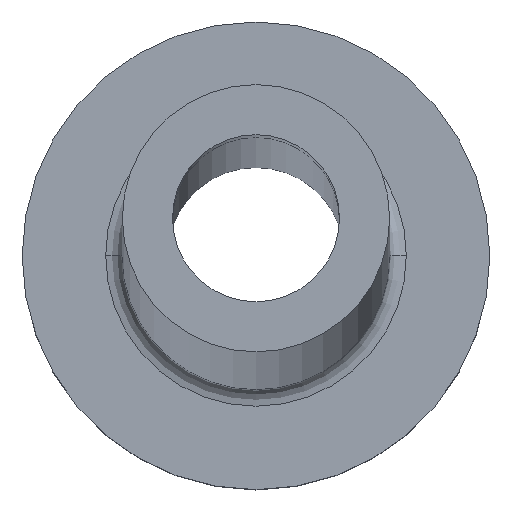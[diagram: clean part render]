
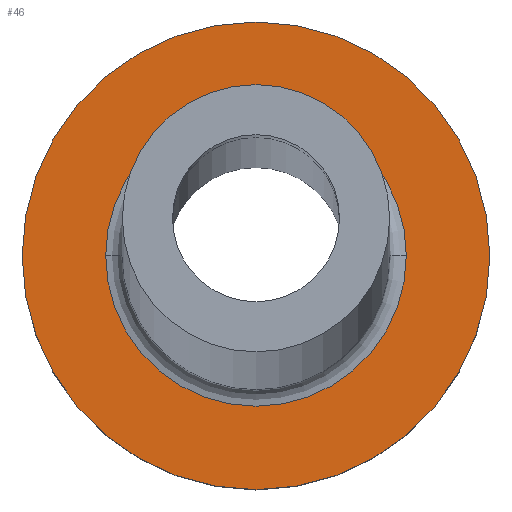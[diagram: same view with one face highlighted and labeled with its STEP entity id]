
A CAD part, top view. The second image highlights one B-rep face of the part: STEP entity #46.
In plain terms, the highlighted planar face has unit normal (0, 0, 1).
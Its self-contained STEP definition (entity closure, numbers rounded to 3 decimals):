
#2 = FACE_OUTER_BOUND ( 'NONE', #372, .T. ) ;
#27 = AXIS2_PLACEMENT_3D ( 'NONE', #43, #79, #110 ) ;
#35 = DIRECTION ( 'NONE',  ( 0., 0., -1. ) ) ;
#37 = PLANE ( 'NONE',  #38 ) ;
#38 = AXIS2_PLACEMENT_3D ( 'NONE', #216, #400, #118 ) ;
#40 = CARTESIAN_POINT ( 'NONE',  ( 0., 0., 5. ) ) ;
#41 = CIRCLE ( 'NONE', #365, 7. ) ;
#43 = CARTESIAN_POINT ( 'NONE',  ( 0., 0., 5. ) ) ;
#46 = ADVANCED_FACE ( 'NONE', ( #152, #2 ), #37, .T. ) ;
#55 = CARTESIAN_POINT ( 'NONE',  ( 0., 0., 5. ) ) ;
#61 = CARTESIAN_POINT ( 'NONE',  ( 0., 0., 5. ) ) ;
#64 = CARTESIAN_POINT ( 'NONE',  ( 4.5, 0., 5. ) ) ;
#65 = EDGE_CURVE ( 'NONE', #383, #415, #344, .T. ) ;
#79 = DIRECTION ( 'NONE',  ( 0., 0., -1. ) ) ;
#96 = DIRECTION ( 'NONE',  ( 0., 0., 1. ) ) ;
#110 = DIRECTION ( 'NONE',  ( 1., 0., 0. ) ) ;
#116 = EDGE_CURVE ( 'NONE', #370, #267, #245, .T. ) ;
#118 = DIRECTION ( 'NONE',  ( 1., 0., 0. ) ) ;
#140 = CARTESIAN_POINT ( 'NONE',  ( 7., 0., 5. ) ) ;
#152 = FACE_BOUND ( 'NONE', #264, .T. ) ;
#161 = ORIENTED_EDGE ( 'NONE', *, *, #448, .T. ) ;
#176 = ORIENTED_EDGE ( 'NONE', *, *, #116, .T. ) ;
#199 = DIRECTION ( 'NONE',  ( 1., 0., 0. ) ) ;
#201 = EDGE_CURVE ( 'NONE', #267, #370, #41, .T. ) ;
#202 = ORIENTED_EDGE ( 'NONE', *, *, #201, .T. ) ;
#216 = CARTESIAN_POINT ( 'NONE',  ( 0., 0., 5. ) ) ;
#242 = AXIS2_PLACEMENT_3D ( 'NONE', #40, #295, #360 ) ;
#245 = CIRCLE ( 'NONE', #242, 7. ) ;
#261 = DIRECTION ( 'NONE',  ( 1., 0., 0. ) ) ;
#264 = EDGE_LOOP ( 'NONE', ( #445, #161 ) ) ;
#267 = VERTEX_POINT ( 'NONE', #412 ) ;
#281 = AXIS2_PLACEMENT_3D ( 'NONE', #61, #35, #199 ) ;
#295 = DIRECTION ( 'NONE',  ( 0., 0., 1. ) ) ;
#344 = CIRCLE ( 'NONE', #27, 4.5 ) ;
#360 = DIRECTION ( 'NONE',  ( 1., 0., 0. ) ) ;
#365 = AXIS2_PLACEMENT_3D ( 'NONE', #55, #96, #261 ) ;
#370 = VERTEX_POINT ( 'NONE', #140 ) ;
#372 = EDGE_LOOP ( 'NONE', ( #202, #176 ) ) ;
#383 = VERTEX_POINT ( 'NONE', #64 ) ;
#384 = CARTESIAN_POINT ( 'NONE',  ( -4.5, 0., 5. ) ) ;
#400 = DIRECTION ( 'NONE',  ( 0., 0., 1. ) ) ;
#412 = CARTESIAN_POINT ( 'NONE',  ( -7., 0., 5. ) ) ;
#415 = VERTEX_POINT ( 'NONE', #384 ) ;
#441 = CIRCLE ( 'NONE', #281, 4.5 ) ;
#445 = ORIENTED_EDGE ( 'NONE', *, *, #65, .T. ) ;
#448 = EDGE_CURVE ( 'NONE', #415, #383, #441, .T. ) ;
